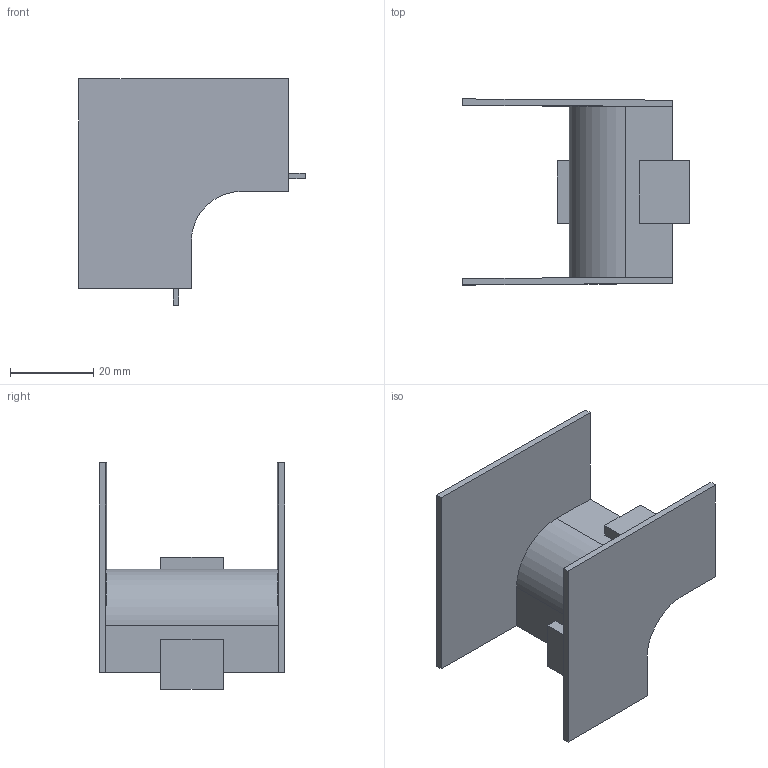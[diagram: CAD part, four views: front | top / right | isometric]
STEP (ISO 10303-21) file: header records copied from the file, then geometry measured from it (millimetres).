
FILE_DESCRIPTION (( 'STEP AP214' ), '1' );
FILE_NAME ('6191760.STEP', '2025-02-18T13:08:24', ( '' ), ( '' ), 'SwSTEP 2.0', 'SolidWorks 2024', '' );
FILE_SCHEMA (( 'AUTOMOTIVE_DESIGN' ));
Length unit declared in the file: millimetre
Products named in the file (1): 6191760
Bounding box: 54.3 x 44.6 x 54.3 mm (x, y, z)
Volume: 9291.9 mm3; surface area: 12957.3 mm2
Topology: 1 solids, 1 shells, 30 faces, 78 edges, 52 vertices
Faces by surface type: plane 28, cylinder 2
Entity records: 925 total; most frequent: CARTESIAN_POINT 173, ORIENTED_EDGE 156, DIRECTION 136, EDGE_CURVE 78, LINE 74, VECTOR 74, VERTEX_POINT 52, EDGE_LOOP 32
